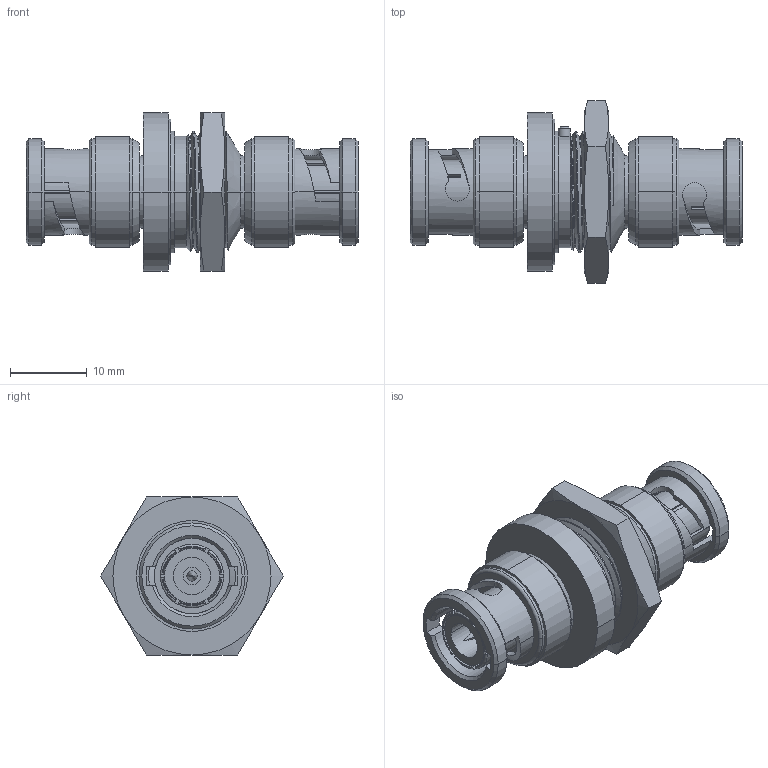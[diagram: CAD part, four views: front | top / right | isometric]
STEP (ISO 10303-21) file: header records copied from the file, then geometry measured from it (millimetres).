
FILE_DESCRIPTION((''),'2;1');
FILE_NAME('000-75500_SW0002','2020-08-24T18:37:19',('Vijayaragavan'),(''),'CREO PARAMETRIC BY PTC INC, 2019444','CREO PARAMETRIC BY PTC INC, 2019444','');
FILE_SCHEMA(('CONFIG_CONTROL_DESIGN'));
Length unit declared in the file: millimetre
Products named in the file (1): 000-75500_SW0002
Bounding box: 43.33 x 23.82 x 20.62 mm (x, y, z)
Volume: 5865.1 mm3; surface area: 5575.9 mm2
Topology: 1 solids, 2 shells, 256 faces, 654 edges, 421 vertices
Faces by surface type: plane 86, cylinder 76, cone 58, bspline 20, torus 16
Entity records: 16233 total; most frequent: CARTESIAN_POINT 10170, ORIENTED_EDGE 1308, DIRECTION 1183, EDGE_CURVE 654, AXIS2_PLACEMENT_3D 474, VERTEX_POINT 421, EDGE_LOOP 285, FACE_OUTER_BOUND 256
